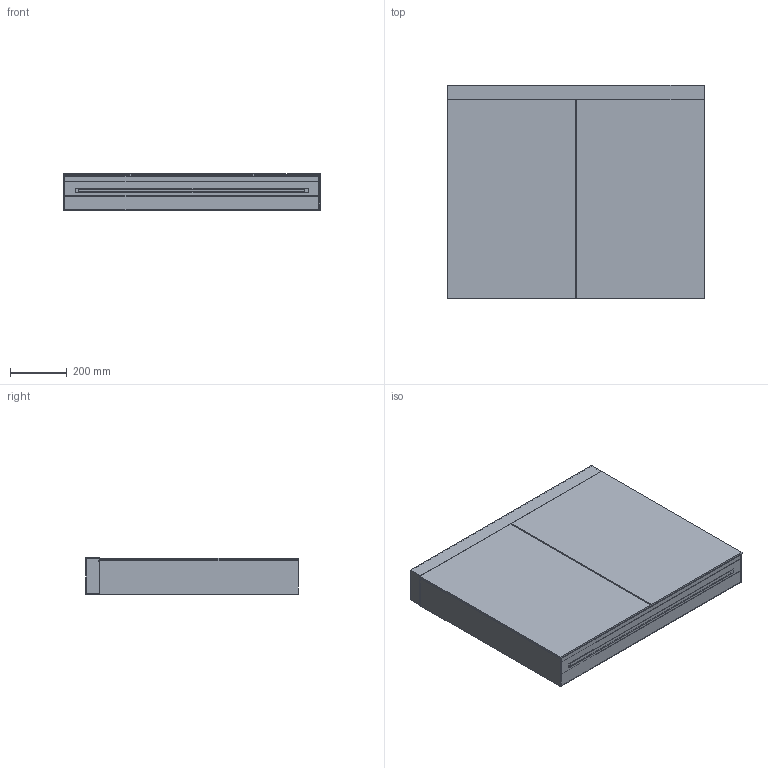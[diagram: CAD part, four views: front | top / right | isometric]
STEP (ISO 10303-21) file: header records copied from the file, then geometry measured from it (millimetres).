
FILE_DESCRIPTION((''),'2;1');
FILE_NAME('MLA9070_ASM_ASM','2019-02-14T',('Administrator'),(''),'PRO/ENGINEER BY PARAMETRIC TECHNOLOGY CORPORATION, 2010480','PRO/ENGINEER BY PARAMETRIC TECHNOLOGY CORPORATION, 2010480','');
FILE_SCHEMA(('CONFIG_CONTROL_DESIGN'));
Products named in the file (23): PRT0001; PRT0002; PRT0003; PRT0004; PRT0005; PRT0006; PRT0007; PRT0008; PRT0009; PRT0010; PRT0011; PRT0012; PRT0013; PRT0014; PRT0015; PRT0016; PRT0017; PRT0018; PRT0019; PRT0020; PRT0021; ASM0001_ASM; MLA9070_ASM_ASM
Assembly tree (22 placements, depth 3):
  MLA9070_ASM_ASM
    ASM0001_ASM
      PRT0001
      PRT0002
      PRT0003
      PRT0004
      PRT0005
      PRT0006
      PRT0007
      PRT0008
      PRT0009
      PRT0010
      PRT0011
      PRT0012
      PRT0013
      PRT0014
      PRT0015
      PRT0016
      PRT0017
      PRT0018
      PRT0019
      PRT0020
      PRT0021
Bounding box: 906 x 751 x 128 mm (x, y, z)
Volume: 11503958.4 mm3; surface area: 6981901 mm2
Topology: 21 solids, 21 shells, 4580 faces, 11241 edges, 7526 vertices
Faces by surface type: plane 4474, cylinder 106
Entity records: 133056 total; most frequent: CARTESIAN_POINT 23550, ORIENTED_EDGE 22482, DIRECTION 20741, EDGE_CURVE 11241, VECTOR 10965, LINE 10965, VERTEX_POINT 7526, EDGE_LOOP 5427
